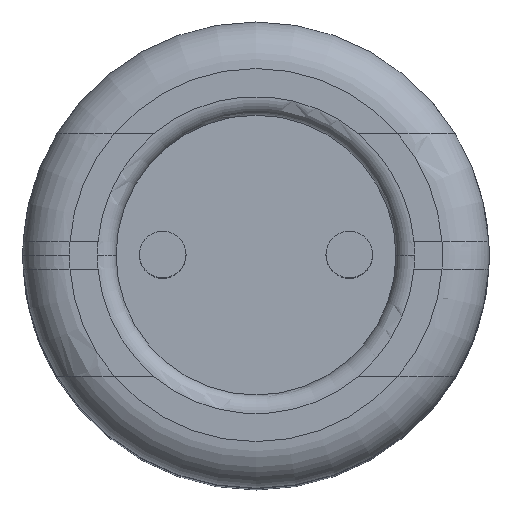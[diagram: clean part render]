
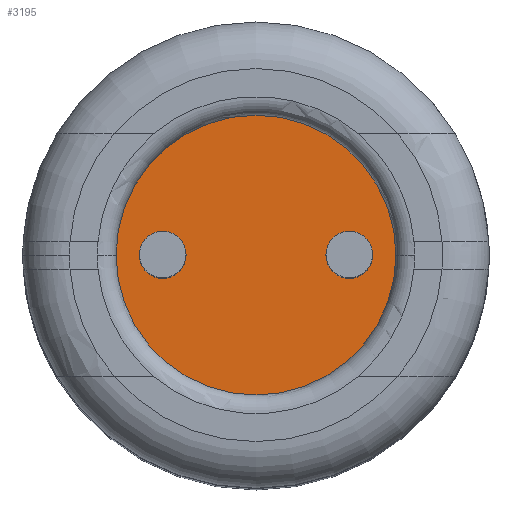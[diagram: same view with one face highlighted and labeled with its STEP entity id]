
A CAD part, top view. The second image highlights one B-rep face of the part: STEP entity #3195.
In plain terms, the highlighted planar face has unit normal (0, 0, 1).
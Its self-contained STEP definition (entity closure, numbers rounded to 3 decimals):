
#47 = CARTESIAN_POINT ( 'NONE',  ( 0., 0., 5.5 ) ) ;
#115 = DIRECTION ( 'NONE',  ( 0., 0., 1. ) ) ;
#202 = CARTESIAN_POINT ( 'NONE',  ( -1.5, 0., 5.5 ) ) ;
#452 = AXIS2_PLACEMENT_3D ( 'NONE', #47, #2089, #3117 ) ;
#626 = DIRECTION ( 'NONE',  ( 0., 0., 1. ) ) ;
#1076 = CIRCLE ( 'NONE', #452, 1.5 ) ;
#1084 = DIRECTION ( 'NONE',  ( 1., 0., 0. ) ) ;
#1205 = CARTESIAN_POINT ( 'NONE',  ( 1.5, 0., 5.5 ) ) ;
#1379 = DIRECTION ( 'NONE',  ( 1., 0., 0. ) ) ;
#1554 = EDGE_CURVE ( 'NONE', #3296, #1899, #1076, .T. ) ;
#1874 = CARTESIAN_POINT ( 'NONE',  ( 0., 0., 5.5 ) ) ;
#1899 = VERTEX_POINT ( 'NONE', #202 ) ;
#2022 = AXIS2_PLACEMENT_3D ( 'NONE', #1874, #626, #1084 ) ;
#2089 = DIRECTION ( 'NONE',  ( 0., 0., 1. ) ) ;
#2332 = ORIENTED_EDGE ( 'NONE', *, *, #3191, .T. ) ;
#2356 = EDGE_LOOP ( 'NONE', ( #2332, #3229 ) ) ;
#2664 = PLANE ( 'NONE',  #2991 ) ;
#2827 = CIRCLE ( 'NONE', #2022, 1.5 ) ;
#2991 = AXIS2_PLACEMENT_3D ( 'NONE', #3171, #115, #1379 ) ;
#3117 = DIRECTION ( 'NONE',  ( 1., 0., 0. ) ) ;
#3120 = FACE_OUTER_BOUND ( 'NONE', #2356, .T. ) ;
#3171 = CARTESIAN_POINT ( 'NONE',  ( 0., 0., 5.5 ) ) ;
#3191 = EDGE_CURVE ( 'NONE', #1899, #3296, #2827, .T. ) ;
#3195 = ADVANCED_FACE ( 'NONE', ( #3120 ), #2664, .T. ) ;
#3229 = ORIENTED_EDGE ( 'NONE', *, *, #1554, .T. ) ;
#3296 = VERTEX_POINT ( 'NONE', #1205 ) ;
